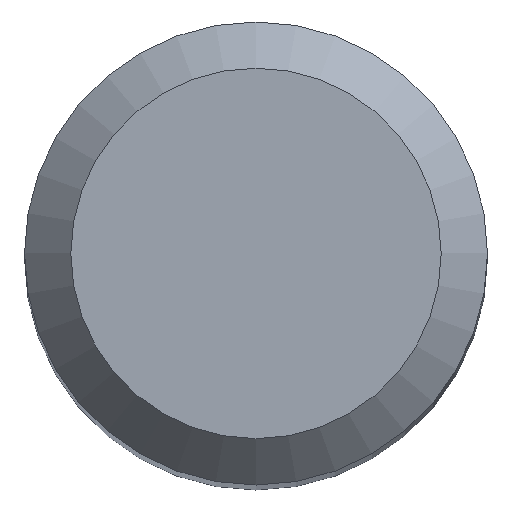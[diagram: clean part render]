
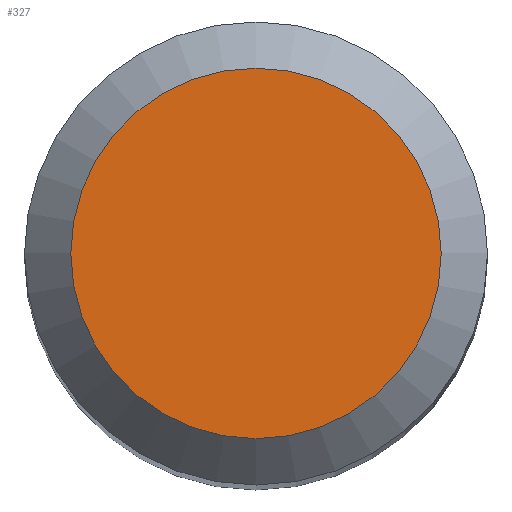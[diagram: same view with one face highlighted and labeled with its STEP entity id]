
A CAD part, top view. The second image highlights one B-rep face of the part: STEP entity #327.
In plain terms, the highlighted planar face has unit normal (0, 0, 1).
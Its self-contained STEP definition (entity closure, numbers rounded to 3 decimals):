
#4 = EDGE_LOOP ( 'NONE', ( #11 ) ) ;
#11 = ORIENTED_EDGE ( 'NONE', *, *, #266, .T. ) ;
#96 = DIRECTION ( 'NONE',  ( 0., 0., 1. ) ) ;
#103 = DIRECTION ( 'NONE',  ( 0., 0., -1. ) ) ;
#117 = VERTEX_POINT ( 'NONE', #184 ) ;
#121 = DIRECTION ( 'NONE',  ( 1., 0., 0. ) ) ;
#172 = AXIS2_PLACEMENT_3D ( 'NONE', #228, #103, #195 ) ;
#184 = CARTESIAN_POINT ( 'NONE',  ( 1.6, 0., 42. ) ) ;
#195 = DIRECTION ( 'NONE',  ( -1., 0., 0. ) ) ;
#221 = CARTESIAN_POINT ( 'NONE',  ( 0., 0., 42. ) ) ;
#223 = FACE_OUTER_BOUND ( 'NONE', #4, .T. ) ;
#228 = CARTESIAN_POINT ( 'NONE',  ( 0., 1.6, 42. ) ) ;
#247 = CIRCLE ( 'NONE', #335, 1.6 ) ;
#266 = EDGE_CURVE ( 'NONE', #117, #117, #247, .T. ) ;
#327 = ADVANCED_FACE ( 'NONE', ( #223 ), #347, .F. ) ;
#335 = AXIS2_PLACEMENT_3D ( 'NONE', #221, #96, #121 ) ;
#347 = PLANE ( 'NONE',  #172 ) ;
